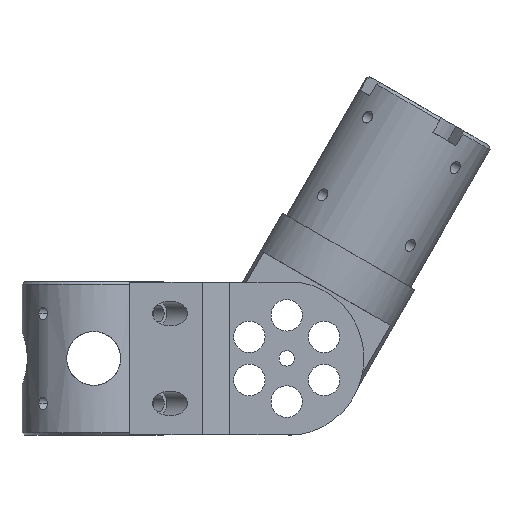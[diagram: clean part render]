
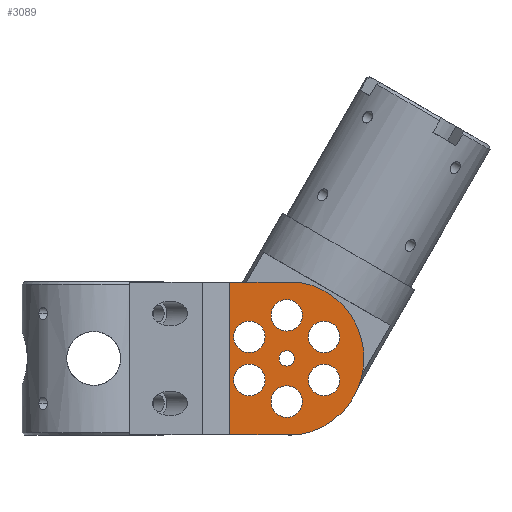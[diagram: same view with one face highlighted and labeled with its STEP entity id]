
A CAD part, front view. The second image highlights one B-rep face of the part: STEP entity #3089.
In plain terms, the highlighted face is planar.
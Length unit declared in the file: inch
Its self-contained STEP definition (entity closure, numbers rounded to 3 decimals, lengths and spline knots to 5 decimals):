
#573=PLANE('',#3298);
#662=VECTOR('',#3756,1.);
#663=VECTOR('',#3759,1.);
#664=VECTOR('',#3760,1.);
#772=LINE('',#5819,#662);
#773=LINE('',#5824,#663);
#774=LINE('',#5826,#664);
#882=CIRCLE('',#3269,0.55562);
#886=CIRCLE('',#3274,0.55562);
#890=CIRCLE('',#3279,0.55562);
#894=CIRCLE('',#3284,0.55562);
#898=CIRCLE('',#3289,0.55562);
#902=CIRCLE('',#3294,0.55562);
#906=CIRCLE('',#3299,2.7305);
#907=CIRCLE('',#3300,0.27051);
#1106=VERTEX_POINT('',#5766);
#1110=VERTEX_POINT('',#5775);
#1114=VERTEX_POINT('',#5784);
#1118=VERTEX_POINT('',#5793);
#1122=VERTEX_POINT('',#5802);
#1126=VERTEX_POINT('',#5811);
#1130=VERTEX_POINT('',#5820);
#1131=VERTEX_POINT('',#5821);
#1132=VERTEX_POINT('',#5823);
#1133=VERTEX_POINT('',#5825);
#1134=VERTEX_POINT('',#5828);
#1517=EDGE_CURVE('',#1106,#1106,#882,.T.);
#1521=EDGE_CURVE('',#1110,#1110,#886,.T.);
#1525=EDGE_CURVE('',#1114,#1114,#890,.T.);
#1529=EDGE_CURVE('',#1118,#1118,#894,.T.);
#1533=EDGE_CURVE('',#1122,#1122,#898,.T.);
#1537=EDGE_CURVE('',#1126,#1126,#902,.T.);
#1541=EDGE_CURVE('',#1130,#1131,#772,.T.);
#1542=EDGE_CURVE('',#1132,#1130,#906,.T.);
#1543=EDGE_CURVE('',#1133,#1132,#773,.T.);
#1544=EDGE_CURVE('',#1131,#1133,#774,.T.);
#1545=EDGE_CURVE('',#1134,#1134,#907,.T.);
#2130=ORIENTED_EDGE('',*,*,#1541,.F.);
#2131=ORIENTED_EDGE('',*,*,#1542,.F.);
#2132=ORIENTED_EDGE('',*,*,#1543,.F.);
#2133=ORIENTED_EDGE('',*,*,#1544,.F.);
#2134=ORIENTED_EDGE('',*,*,#1545,.F.);
#2135=ORIENTED_EDGE('',*,*,#1537,.T.);
#2136=ORIENTED_EDGE('',*,*,#1533,.T.);
#2137=ORIENTED_EDGE('',*,*,#1529,.T.);
#2138=ORIENTED_EDGE('',*,*,#1525,.T.);
#2139=ORIENTED_EDGE('',*,*,#1521,.T.);
#2140=ORIENTED_EDGE('',*,*,#1517,.T.);
#2550=EDGE_LOOP('',(#2130,#2131,#2132,#2133));
#2551=EDGE_LOOP('',(#2134));
#2552=EDGE_LOOP('',(#2135));
#2553=EDGE_LOOP('',(#2136));
#2554=EDGE_LOOP('',(#2137));
#2555=EDGE_LOOP('',(#2138));
#2556=EDGE_LOOP('',(#2139));
#2557=EDGE_LOOP('',(#2140));
#2878=FACE_BOUND('',#2550,.T.);
#2879=FACE_BOUND('',#2551,.T.);
#2880=FACE_BOUND('',#2552,.T.);
#2881=FACE_BOUND('',#2553,.T.);
#2882=FACE_BOUND('',#2554,.T.);
#2883=FACE_BOUND('',#2555,.T.);
#2884=FACE_BOUND('',#2556,.T.);
#2885=FACE_BOUND('',#2557,.T.);
#3089=ADVANCED_FACE('',(#2878,#2879,#2880,#2881,#2882,#2883,#2884,#2885),
#573,.F.);
#3269=AXIS2_PLACEMENT_3D('',#5765,#3697,#3698);
#3274=AXIS2_PLACEMENT_3D('',#5774,#3707,#3708);
#3279=AXIS2_PLACEMENT_3D('',#5783,#3717,#3718);
#3284=AXIS2_PLACEMENT_3D('',#5792,#3727,#3728);
#3289=AXIS2_PLACEMENT_3D('',#5801,#3737,#3738);
#3294=AXIS2_PLACEMENT_3D('',#5810,#3747,#3748);
#3298=AXIS2_PLACEMENT_3D('',#5818,#3755,$);
#3299=AXIS2_PLACEMENT_3D('',#5822,#3757,#3758);
#3300=AXIS2_PLACEMENT_3D('',#5827,#3761,#3762);
#3697=DIRECTION('',(0.,0.,1.));
#3698=DIRECTION('',(0.556,0.,0.));
#3707=DIRECTION('',(0.,0.,1.));
#3708=DIRECTION('',(0.556,0.,0.));
#3717=DIRECTION('',(0.,0.,1.));
#3718=DIRECTION('',(0.556,0.,0.));
#3727=DIRECTION('',(0.,0.,1.));
#3728=DIRECTION('',(0.556,0.,0.));
#3737=DIRECTION('',(0.,0.,1.));
#3738=DIRECTION('',(0.556,0.,0.));
#3747=DIRECTION('',(0.,0.,1.));
#3748=DIRECTION('',(0.556,0.,0.));
#3755=DIRECTION('',(0.,0.,1.));
#3756=DIRECTION('',(-1.,0.,0.));
#3757=DIRECTION('',(0.,0.,1.));
#3758=DIRECTION('',(2.731,0.,0.));
#3759=DIRECTION('',(1.,0.,0.));
#3760=DIRECTION('',(0.,-1.,0.));
#3761=DIRECTION('',(0.,0.,-1.));
#3762=DIRECTION('',(0.271,0.,0.));
#5765=CARTESIAN_POINT('',(6.8198,1.524,-1.88595));
#5766=CARTESIAN_POINT('',(6.26417,1.524,-1.88595));
#5774=CARTESIAN_POINT('',(5.49998,-0.762,-1.88595));
#5775=CARTESIAN_POINT('',(4.94435,-0.762,-1.88595));
#5783=CARTESIAN_POINT('',(8.13962,-0.762,-1.88595));
#5784=CARTESIAN_POINT('',(7.584,-0.762,-1.88595));
#5792=CARTESIAN_POINT('',(6.8198,-1.524,-1.88595));
#5793=CARTESIAN_POINT('',(6.26417,-1.524,-1.88595));
#5801=CARTESIAN_POINT('',(5.49998,0.762,-1.88595));
#5802=CARTESIAN_POINT('',(4.94435,0.762,-1.88595));
#5810=CARTESIAN_POINT('',(8.13962,0.762,-1.88595));
#5811=CARTESIAN_POINT('',(7.584,0.762,-1.88595));
#5818=CARTESIAN_POINT('',(7.36671,6.35,-1.88595));
#5819=CARTESIAN_POINT('',(3.68336,2.69875,-1.88595));
#5820=CARTESIAN_POINT('',(7.23498,2.69875,-1.88595));
#5821=CARTESIAN_POINT('',(4.80406,2.69875,-1.88595));
#5822=CARTESIAN_POINT('',(6.8198,0.,-1.88595));
#5823=CARTESIAN_POINT('',(7.23498,-2.69875,-1.88595));
#5824=CARTESIAN_POINT('',(3.68336,-2.69875,-1.88595));
#5825=CARTESIAN_POINT('',(4.80406,-2.69875,-1.88595));
#5826=CARTESIAN_POINT('',(4.80406,6.35,-1.88595));
#5827=CARTESIAN_POINT('',(6.8198,0.,-1.88595));
#5828=CARTESIAN_POINT('',(6.54929,0.,-1.88595));
